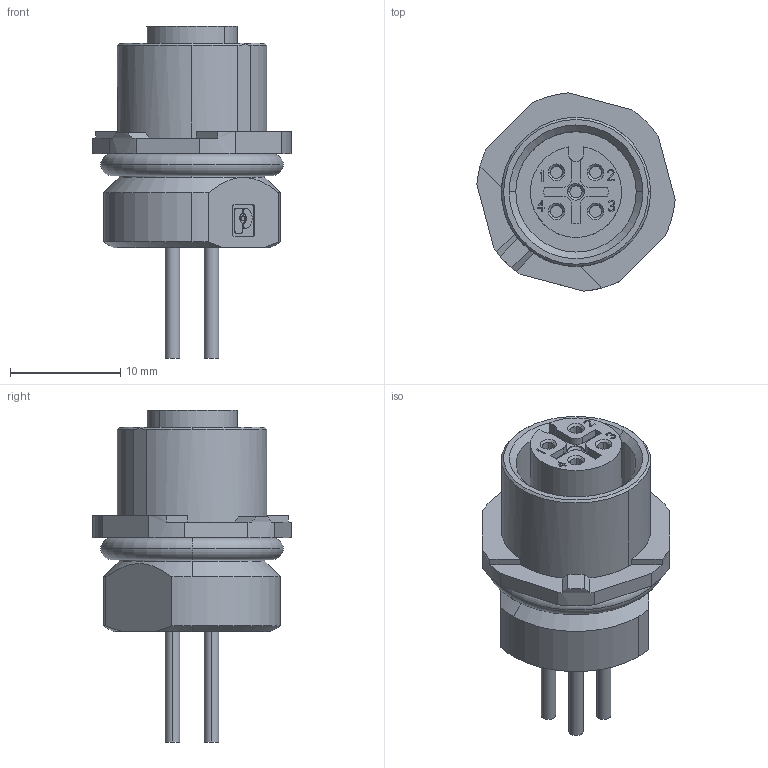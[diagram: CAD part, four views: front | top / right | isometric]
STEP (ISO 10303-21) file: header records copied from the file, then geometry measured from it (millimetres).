
FILE_DESCRIPTION(('SolidDesigner STEP Export'),'2;1');
FILE_NAME('1523434.stp','2009-02-25T10:36:50',(''),(''),'CoCreate Modeling STEP processor for AP214 (Solid Model)','CoCreate Modeling 16.00A 16-Aug-2008 (C) Parametric Technology GmbH','');
FILE_SCHEMA(('AUTOMOTIVE_DESIGN { 1 0 10303 214 1 1 1 1 }'));
Length unit declared in the file: millimetre
Products named in the file (1): 1523434
Bounding box: 17.95 x 17.95 x 30.05 mm (x, y, z)
Volume: 2909 mm3; surface area: 2290.4 mm2
Topology: 1 solids, 1 shells, 275 faces, 755 edges, 504 vertices
Faces by surface type: plane 170, cylinder 78, cone 21, torus 6
Entity records: 10353 total; most frequent: ORIENTED_EDGE 1510, CARTESIAN_POINT 1476, DIRECTION 1242, EDGE_CURVE 755, VECTOR 516, LINE 516, VERTEX_POINT 504, AXIS2_PLACEMENT_3D 363
